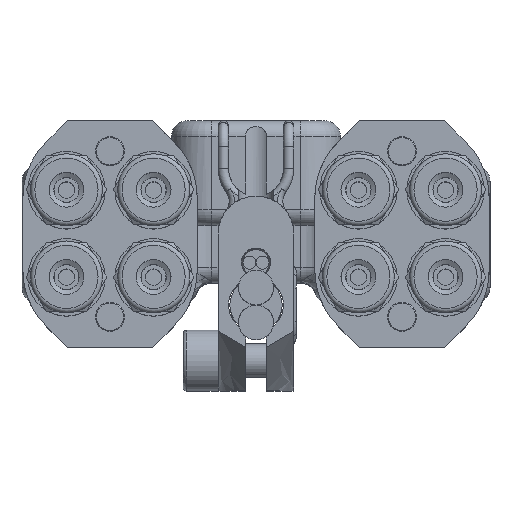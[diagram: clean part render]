
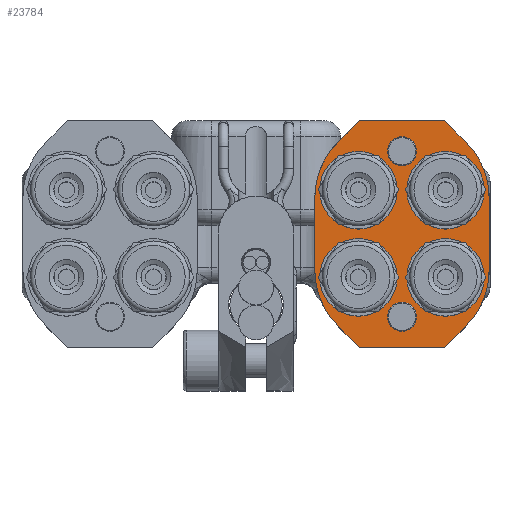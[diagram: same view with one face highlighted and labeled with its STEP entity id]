
A CAD part, top view. The second image highlights one B-rep face of the part: STEP entity #23784.
In plain terms, the highlighted planar face has unit normal (0, 0, 1).
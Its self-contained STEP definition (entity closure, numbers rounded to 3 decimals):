
#757=FACE_BOUND('',#8081,.T.);
#758=FACE_BOUND('',#8082,.T.);
#759=FACE_BOUND('',#8083,.T.);
#760=FACE_BOUND('',#8084,.T.);
#761=FACE_BOUND('',#8085,.T.);
#762=FACE_BOUND('',#8086,.T.);
#2667=LINE('',#45559,#4616);
#2672=LINE('',#45572,#4621);
#2676=LINE('',#45584,#4625);
#2683=LINE('',#45611,#4632);
#2685=LINE('',#45614,#4634);
#2689=LINE('',#45631,#4638);
#2693=LINE('',#45643,#4642);
#2696=LINE('',#45647,#4645);
#4616=VECTOR('',#32836,10.);
#4621=VECTOR('',#32849,10.);
#4625=VECTOR('',#32861,10.);
#4632=VECTOR('',#32888,10.);
#4634=VECTOR('',#32892,10.);
#4638=VECTOR('',#32910,10.);
#4642=VECTOR('',#32922,10.);
#4645=VECTOR('',#32927,10.);
#6732=FACE_OUTER_BOUND('',#8080,.T.);
#8080=EDGE_LOOP('',(#21549,#21550,#21551,#21552,#21553,#21554,#21555,#21556,
#21557,#21558,#21559,#21560));
#8081=EDGE_LOOP('',(#21561));
#8082=EDGE_LOOP('',(#21562));
#8083=EDGE_LOOP('',(#21563));
#8084=EDGE_LOOP('',(#21564));
#8085=EDGE_LOOP('',(#21565));
#8086=EDGE_LOOP('',(#21566));
#9240=CIRCLE('',#26233,2.518);
#9243=CIRCLE('',#26237,9.);
#9244=CIRCLE('',#26240,2.518);
#9247=CIRCLE('',#26245,9.);
#9248=CIRCLE('',#26248,2.518);
#9250=CIRCLE('',#26251,1.666);
#9253=CIRCLE('',#26255,9.);
#9254=CIRCLE('',#26259,2.518);
#9256=CIRCLE('',#26262,1.666);
#9259=CIRCLE('',#26267,9.);
#11397=VERTEX_POINT('',#45541);
#11401=VERTEX_POINT('',#45550);
#11402=VERTEX_POINT('',#45552);
#11404=VERTEX_POINT('',#45558);
#11405=VERTEX_POINT('',#45562);
#11408=VERTEX_POINT('',#45570);
#11410=VERTEX_POINT('',#45576);
#11412=VERTEX_POINT('',#45582);
#11413=VERTEX_POINT('',#45586);
#11415=VERTEX_POINT('',#45592);
#11419=VERTEX_POINT('',#45601);
#11420=VERTEX_POINT('',#45603);
#11422=VERTEX_POINT('',#45609);
#11423=VERTEX_POINT('',#45616);
#11425=VERTEX_POINT('',#45622);
#11428=VERTEX_POINT('',#45630);
#11430=VERTEX_POINT('',#45636);
#11432=VERTEX_POINT('',#45642);
#14781=EDGE_CURVE('',#11397,#11397,#9240,.F.);
#14786=EDGE_CURVE('',#11402,#11401,#9243,.T.);
#14789=EDGE_CURVE('',#11404,#11402,#2667,.T.);
#14791=EDGE_CURVE('',#11405,#11405,#9244,.T.);
#14796=EDGE_CURVE('',#11408,#11401,#2672,.T.);
#14799=EDGE_CURVE('',#11410,#11408,#9247,.T.);
#14802=EDGE_CURVE('',#11412,#11410,#2676,.T.);
#14803=EDGE_CURVE('',#11413,#11413,#9248,.T.);
#14806=EDGE_CURVE('',#11415,#11415,#9250,.T.);
#14811=EDGE_CURVE('',#11419,#11420,#9253,.T.);
#14815=EDGE_CURVE('',#11422,#11419,#2683,.T.);
#14817=EDGE_CURVE('',#11404,#11422,#2685,.T.);
#14818=EDGE_CURVE('',#11423,#11423,#9254,.F.);
#14821=EDGE_CURVE('',#11425,#11425,#9256,.F.);
#14825=EDGE_CURVE('',#11428,#11420,#2689,.T.);
#14828=EDGE_CURVE('',#11430,#11428,#9259,.T.);
#14831=EDGE_CURVE('',#11432,#11430,#2693,.T.);
#14834=EDGE_CURVE('',#11432,#11412,#2696,.T.);
#21549=ORIENTED_EDGE('',*,*,#14817,.F.);
#21550=ORIENTED_EDGE('',*,*,#14789,.T.);
#21551=ORIENTED_EDGE('',*,*,#14786,.T.);
#21552=ORIENTED_EDGE('',*,*,#14796,.F.);
#21553=ORIENTED_EDGE('',*,*,#14799,.F.);
#21554=ORIENTED_EDGE('',*,*,#14802,.F.);
#21555=ORIENTED_EDGE('',*,*,#14834,.F.);
#21556=ORIENTED_EDGE('',*,*,#14831,.T.);
#21557=ORIENTED_EDGE('',*,*,#14828,.T.);
#21558=ORIENTED_EDGE('',*,*,#14825,.T.);
#21559=ORIENTED_EDGE('',*,*,#14811,.F.);
#21560=ORIENTED_EDGE('',*,*,#14815,.F.);
#21561=ORIENTED_EDGE('',*,*,#14806,.T.);
#21562=ORIENTED_EDGE('',*,*,#14791,.F.);
#21563=ORIENTED_EDGE('',*,*,#14781,.T.);
#21564=ORIENTED_EDGE('',*,*,#14803,.F.);
#21565=ORIENTED_EDGE('',*,*,#14818,.T.);
#21566=ORIENTED_EDGE('',*,*,#14821,.F.);
#22550=PLANE('',#26270);
#23784=ADVANCED_FACE('',(#6732,#757,#758,#759,#760,#761,#762),#22550,.T.);
#26233=AXIS2_PLACEMENT_3D('',#45542,#32820,#32821);
#26237=AXIS2_PLACEMENT_3D('',#45553,#32830,#32831);
#26240=AXIS2_PLACEMENT_3D('',#45563,#32840,#32841);
#26245=AXIS2_PLACEMENT_3D('',#45578,#32855,#32856);
#26248=AXIS2_PLACEMENT_3D('',#45587,#32864,#32865);
#26251=AXIS2_PLACEMENT_3D('',#45593,#32871,#32872);
#26255=AXIS2_PLACEMENT_3D('',#45604,#32881,#32882);
#26259=AXIS2_PLACEMENT_3D('',#45617,#32895,#32896);
#26262=AXIS2_PLACEMENT_3D('',#45623,#32902,#32903);
#26267=AXIS2_PLACEMENT_3D('',#45637,#32916,#32917);
#26270=AXIS2_PLACEMENT_3D('',#45648,#32928,#32929);
#32820=DIRECTION('center_axis',(0.,0.,1.));
#32821=DIRECTION('ref_axis',(-1.,0.,0.));
#32830=DIRECTION('center_axis',(0.,0.,1.));
#32831=DIRECTION('ref_axis',(0.707,-0.707,0.));
#32836=DIRECTION('',(0.707,0.707,0.));
#32840=DIRECTION('center_axis',(0.,0.,1.));
#32841=DIRECTION('ref_axis',(-1.,0.,0.));
#32849=DIRECTION('',(0.,-1.,0.));
#32855=DIRECTION('center_axis',(0.,0.,-1.));
#32856=DIRECTION('ref_axis',(0.707,0.707,0.));
#32861=DIRECTION('',(0.707,-0.707,0.));
#32864=DIRECTION('center_axis',(0.,0.,1.));
#32865=DIRECTION('ref_axis',(1.,0.,0.));
#32871=DIRECTION('center_axis',(0.,0.,-1.));
#32872=DIRECTION('ref_axis',(-1.,0.,0.));
#32881=DIRECTION('center_axis',(0.,0.,-1.));
#32882=DIRECTION('ref_axis',(-0.707,-0.707,0.));
#32888=DIRECTION('',(-0.707,0.707,0.));
#32892=DIRECTION('',(-1.,0.,0.));
#32895=DIRECTION('center_axis',(0.,0.,1.));
#32896=DIRECTION('ref_axis',(1.,0.,0.));
#32902=DIRECTION('center_axis',(0.,0.,-1.));
#32903=DIRECTION('ref_axis',(-1.,0.,0.));
#32910=DIRECTION('',(0.,-1.,0.));
#32916=DIRECTION('center_axis',(0.,0.,1.));
#32917=DIRECTION('ref_axis',(-0.707,0.707,0.));
#32922=DIRECTION('',(-0.707,-0.707,0.));
#32927=DIRECTION('',(1.,0.,0.));
#32928=DIRECTION('center_axis',(0.,0.,1.));
#32929=DIRECTION('ref_axis',(1.,0.,0.));
#45541=CARTESIAN_POINT('',(24.268,-5.,5.));
#45542=CARTESIAN_POINT('Origin',(21.75,-5.,5.));
#45550=CARTESIAN_POINT('',(26.75,-4.172,5.));
#45552=CARTESIAN_POINT('',(24.114,-10.536,5.));
#45553=CARTESIAN_POINT('Origin',(17.75,-4.172,5.));
#45558=CARTESIAN_POINT('',(21.65,-13.,5.));
#45559=CARTESIAN_POINT('',(21.65,-13.,5.));
#45562=CARTESIAN_POINT('',(24.267,5.,5.));
#45563=CARTESIAN_POINT('Origin',(21.75,5.,5.));
#45570=CARTESIAN_POINT('',(26.75,4.172,5.));
#45572=CARTESIAN_POINT('',(26.75,4.172,5.));
#45576=CARTESIAN_POINT('',(24.114,10.536,5.));
#45578=CARTESIAN_POINT('Origin',(17.75,4.172,5.));
#45582=CARTESIAN_POINT('',(21.65,13.,5.));
#45584=CARTESIAN_POINT('',(21.65,13.,5.));
#45586=CARTESIAN_POINT('',(9.232,-5.,5.));
#45587=CARTESIAN_POINT('Origin',(11.75,-5.,5.));
#45592=CARTESIAN_POINT('',(15.084,-9.5,5.));
#45593=CARTESIAN_POINT('Origin',(16.75,-9.5,5.));
#45601=CARTESIAN_POINT('',(9.386,-10.536,5.));
#45603=CARTESIAN_POINT('',(6.75,-4.172,5.));
#45604=CARTESIAN_POINT('Origin',(15.75,-4.172,5.));
#45609=CARTESIAN_POINT('',(11.85,-13.,5.));
#45611=CARTESIAN_POINT('',(11.85,-13.,5.));
#45614=CARTESIAN_POINT('',(14.5,-13.,5.));
#45616=CARTESIAN_POINT('',(9.232,5.,5.));
#45617=CARTESIAN_POINT('Origin',(11.75,5.,5.));
#45622=CARTESIAN_POINT('',(15.084,9.5,5.));
#45623=CARTESIAN_POINT('Origin',(16.75,9.5,5.));
#45630=CARTESIAN_POINT('',(6.75,4.172,5.));
#45631=CARTESIAN_POINT('',(6.75,4.172,5.));
#45636=CARTESIAN_POINT('',(9.386,10.536,5.));
#45637=CARTESIAN_POINT('Origin',(15.75,4.172,5.));
#45642=CARTESIAN_POINT('',(11.85,13.,5.));
#45643=CARTESIAN_POINT('',(11.85,13.,5.));
#45647=CARTESIAN_POINT('',(19.,13.,5.));
#45648=CARTESIAN_POINT('Origin',(11.75,6.5,5.));
